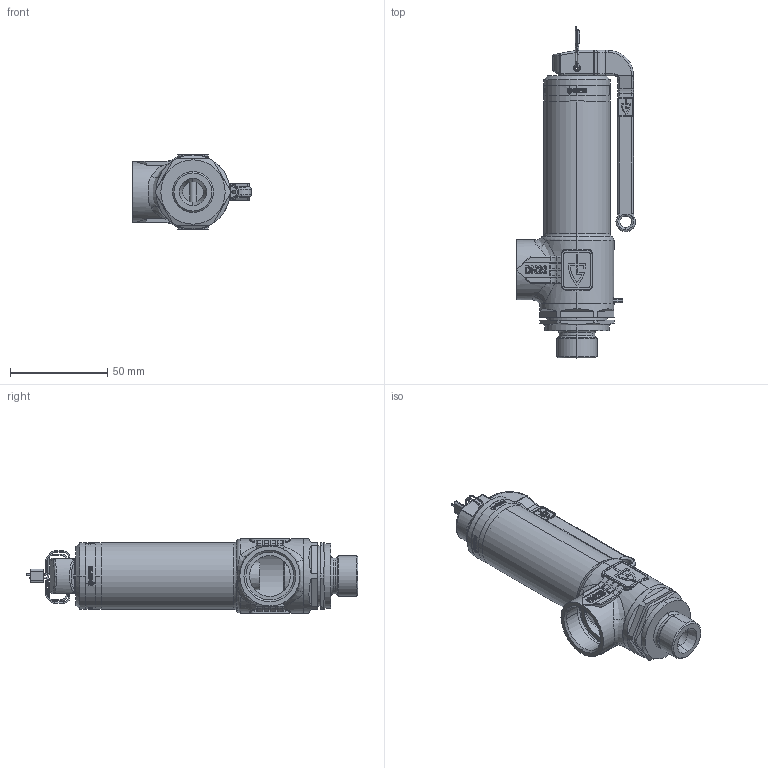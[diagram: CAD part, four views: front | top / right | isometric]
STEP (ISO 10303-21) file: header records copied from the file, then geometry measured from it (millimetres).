
FILE_DESCRIPTION (( 'STEP AP214' ), '1' );
FILE_NAME ('2400sGFL-20-m+f-15+20.STEP', '2016-02-29T06:56:22', ( '' ), ( '' ), 'SwSTEP 2.0', 'SolidWorks 2014', '' );
FILE_SCHEMA (( 'AUTOMOTIVE_DESIGN' ));
Length unit declared in the file: millimetre
Products named in the file (1): 2400sGFL-20-m+f-15+20
Bounding box: 61 x 170.3 x 38.2 mm (x, y, z)
Volume: 75081.1 mm3; surface area: 46172.5 mm2
Topology: 8 solids, 8 shells, 957 faces, 2889 edges, 2061 vertices
Faces by surface type: cylinder 382, plane 320, torus 108, bspline 103, cone 38, sphere 6
Entity records: 51112 total; most frequent: CARTESIAN_POINT 14321, ORIENTED_EDGE 5758, DIRECTION 5264, EDGE_CURVE 2879, VERTEX_POINT 2061, AXIS2_PLACEMENT_3D 1979, LINE 1306, VECTOR 1306
